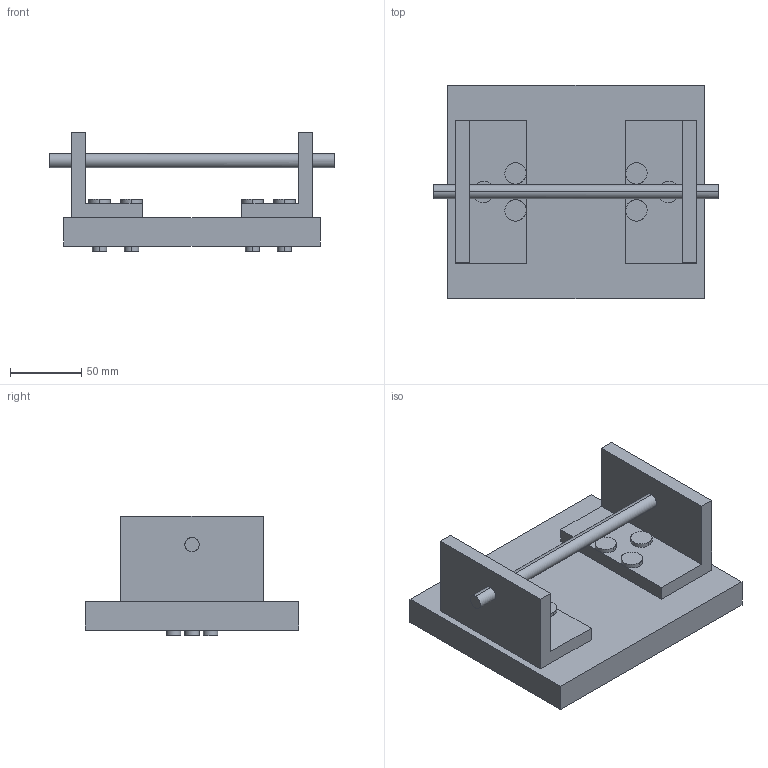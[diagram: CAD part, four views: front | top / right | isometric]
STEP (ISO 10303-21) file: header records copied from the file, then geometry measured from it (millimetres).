
FILE_DESCRIPTION(('Open CASCADE Model'),'2;1');
FILE_NAME('Open CASCADE Shape Model','2008-07-24T15:00:20',( '--- Datakit Converter ---'),('--- Datakit www.datakit.com---'), ' Release Version Jun 30 2008','Open CASCADE 6.1',' ');
FILE_SCHEMA(('AUTOMOTIVE_DESIGN { 1 0 10303 214 1 1 1 1 }'));
Length unit declared in the file: millimetre
Products named in the file (9): as1; rod-assembly; nut; rod; l-bracket-assembly; nut-bolt-assembly; bolt; l-bracket; plate
Assembly tree (13 placements, depth 4):
  as1
    rod-assembly
      nut  x2
      rod
    l-bracket-assembly  x2
      nut-bolt-assembly
        bolt
        nut
      l-bracket
    plate
Bounding box: 200 x 150 x 84 mm (x, y, z)
Volume: 759204.8 mm3; surface area: 135102.1 mm2
Topology: 10 solids, 10 shells, 96 faces, 210 edges, 140 vertices
Faces by surface type: bspline 54, plane 42
Entity records: 6022 total; most frequent: CARTESIAN_POINT 3506, DIRECTION 288, ORIENTED_EDGE 252, PCURVE 252, DEFINITIONAL_REPRESENTATION 252, LINE 210, VECTOR 210, EDGE_CURVE 126
